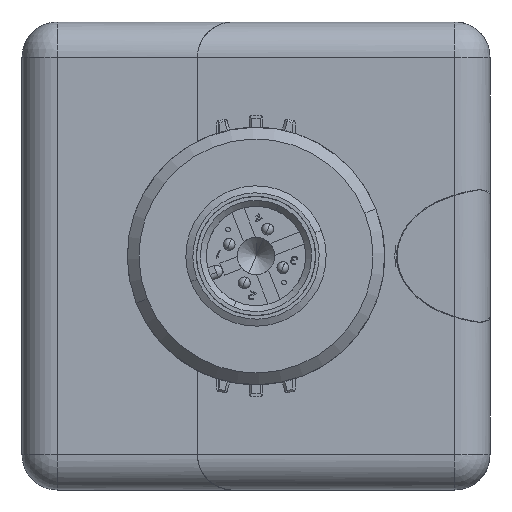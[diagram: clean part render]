
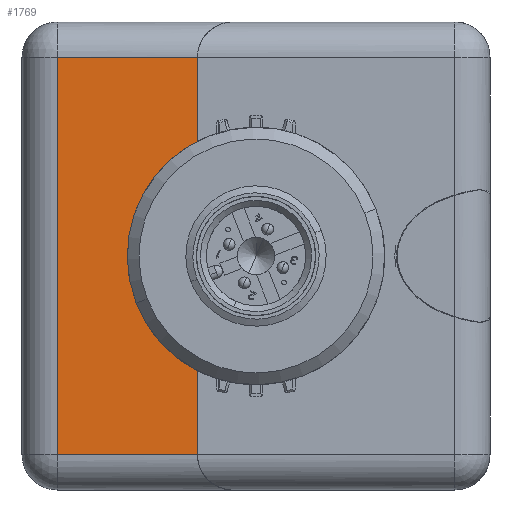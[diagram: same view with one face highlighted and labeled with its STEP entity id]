
A CAD part, left-side view. The second image highlights one B-rep face of the part: STEP entity #1769.
In plain terms, the highlighted planar face has unit normal (-1, 0, 0).
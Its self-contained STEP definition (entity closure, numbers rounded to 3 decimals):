
#1489=CARTESIAN_POINT('',(-28.,25.,37.));
#1491=DIRECTION('',(0.,1.,0.));
#1492=VECTOR('',#1491,12.);
#1493=CARTESIAN_POINT('',(-28.,25.,37.));
#1494=LINE('',#1493,#1492);
#1499=DIRECTION('',(0.,0.,-1.));
#1500=VECTOR('',#1499,34.);
#1501=CARTESIAN_POINT('',(-28.,25.,37.));
#1502=LINE('',#1501,#1500);
#1519=DIRECTION('',(0.,-1.,0.));
#1520=VECTOR('',#1519,12.);
#1521=CARTESIAN_POINT('',(-28.,37.,3.));
#1522=LINE('',#1521,#1520);
#1538=DIRECTION('',(0.,0.,-1.));
#1539=VECTOR('',#1538,34.);
#1540=CARTESIAN_POINT('',(-28.,37.,37.));
#1541=LINE('',#1540,#1539);
#1638=VERTEX_POINT('',#1489);
#1639=CARTESIAN_POINT('',(-28.,25.,3.));
#1640=VERTEX_POINT('',#1639);
#1656=CARTESIAN_POINT('',(-28.,37.,37.));
#1657=VERTEX_POINT('',#1656);
#1658=CARTESIAN_POINT('',(-28.,37.,3.));
#1659=VERTEX_POINT('',#1658);
#1755=CARTESIAN_POINT('',(-28.,40.,0.));
#1756=DIRECTION('',(-1.,0.,0.));
#1757=DIRECTION('',(0.,-1.,0.));
#1758=AXIS2_PLACEMENT_3D('',#1755,#1756,#1757);
#1759=PLANE('',#1758);
#1760=ORIENTED_EDGE('',*,*,#1747,.F.);
#1762=ORIENTED_EDGE('',*,*,#1761,.T.);
#1764=ORIENTED_EDGE('',*,*,#1763,.F.);
#1766=ORIENTED_EDGE('',*,*,#1765,.F.);
#1767=EDGE_LOOP('',(#1760,#1762,#1764,#1766));
#1768=FACE_OUTER_BOUND('',#1767,.F.);
#1769=ADVANCED_FACE('',(#1768),#1759,.T.);
#1747=EDGE_CURVE('',#1638,#1657,#1494,.T.);
#1761=EDGE_CURVE('',#1638,#1640,#1502,.T.);
#1763=EDGE_CURVE('',#1659,#1640,#1522,.T.);
#1765=EDGE_CURVE('',#1657,#1659,#1541,.T.);
